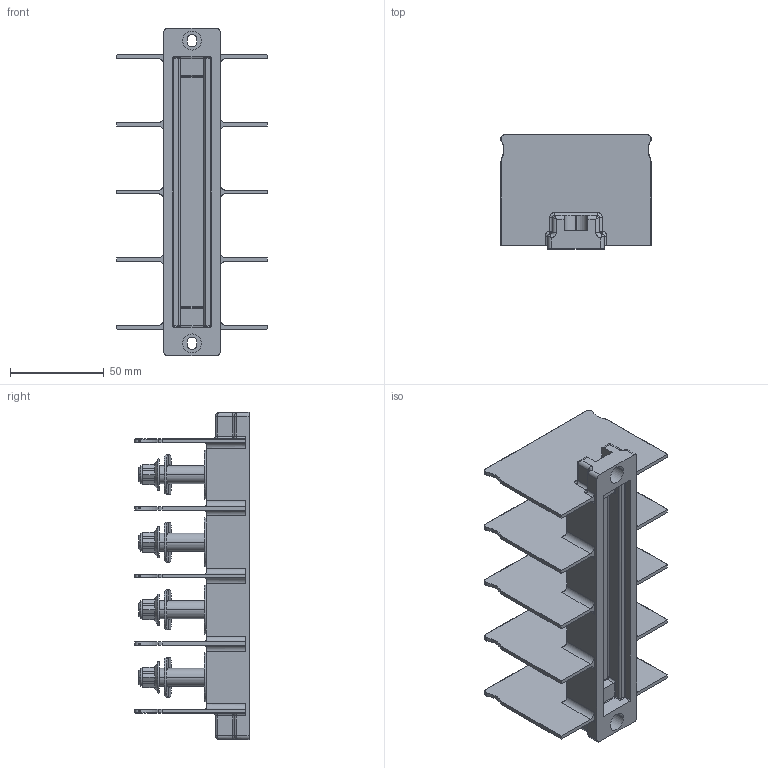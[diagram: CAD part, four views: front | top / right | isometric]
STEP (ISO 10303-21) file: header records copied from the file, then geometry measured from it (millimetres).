
FILE_DESCRIPTION((''),'2;1');
FILE_NAME('32428041002','2019-09-24T',('presta_be4'),(''),'PRO/ENGINEER BY PARAMETRIC TECHNOLOGY CORPORATION, 2014310','PRO/ENGINEER BY PARAMETRIC TECHNOLOGY CORPORATION, 2014310','');
FILE_SCHEMA(('CONFIG_CONTROL_DESIGN'));
Length unit declared in the file: millimetre
Products named in the file (1): 32428041002
Bounding box: 80 x 60.8 x 174.2 mm (x, y, z)
Volume: 138974.2 mm3; surface area: 73726.3 mm2
Topology: 5 solids, 5 shells, 661 faces, 1668 edges, 1028 vertices
Faces by surface type: cylinder 278, plane 203, torus 100, cone 40, bspline 40
Entity records: 23661 total; most frequent: CARTESIAN_POINT 8214, ORIENTED_EDGE 3336, DIRECTION 3129, EDGE_CURVE 1668, AXIS2_PLACEMENT_3D 1215, VERTEX_POINT 1028, VECTOR 699, LINE 699
